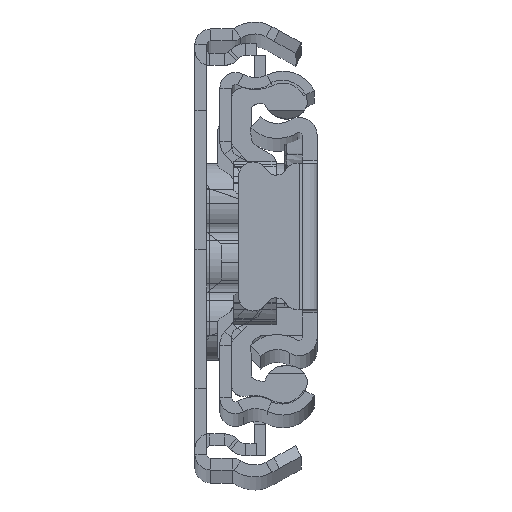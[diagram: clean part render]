
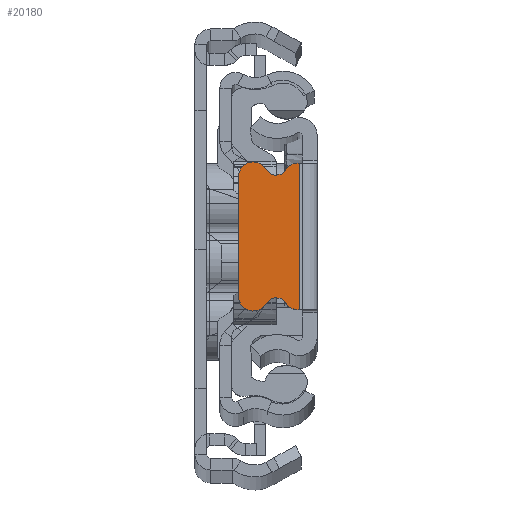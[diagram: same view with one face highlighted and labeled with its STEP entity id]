
A CAD part, top view. The second image highlights one B-rep face of the part: STEP entity #20180.
In plain terms, the highlighted planar face has unit normal (0, 0, 1).
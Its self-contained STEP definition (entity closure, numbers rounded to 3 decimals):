
#120 = CARTESIAN_POINT ( 'NONE',  ( -6.429, -6., 0. ) ) ;
#560 = VERTEX_POINT ( 'NONE', #5469 ) ;
#717 = CIRCLE ( 'NONE', #18929, 1.5 ) ;
#965 = DIRECTION ( 'NONE',  ( 0., 0., 1. ) ) ;
#1207 = EDGE_CURVE ( 'NONE', #3783, #560, #12798, .T. ) ;
#1430 = DIRECTION ( 'NONE',  ( -1., 0., 0. ) ) ;
#1480 = ORIENTED_EDGE ( 'NONE', *, *, #12036, .T. ) ;
#1555 = PLANE ( 'NONE',  #6939 ) ;
#2788 = VERTEX_POINT ( 'NONE', #7927 ) ;
#3660 = VERTEX_POINT ( 'NONE', #18476 ) ;
#3724 = ORIENTED_EDGE ( 'NONE', *, *, #26243, .T. ) ;
#3783 = VERTEX_POINT ( 'NONE', #5192 ) ;
#4137 = CARTESIAN_POINT ( 'NONE',  ( -1.75, -7.37, 0. ) ) ;
#4853 = EDGE_CURVE ( 'NONE', #3660, #23540, #12460, .T. ) ;
#5192 = CARTESIAN_POINT ( 'NONE',  ( -7.929, -6., 0. ) ) ;
#5469 = CARTESIAN_POINT ( 'NONE',  ( -5.109, -6.713, 0. ) ) ;
#5637 = DIRECTION ( 'NONE',  ( 0., 0., 1. ) ) ;
#5847 = EDGE_LOOP ( 'NONE', ( #20893, #25041, #17834, #23260, #21904, #1480, #13253, #25885, #3724, #20146 ) ) ;
#6203 = AXIS2_PLACEMENT_3D ( 'NONE', #11510, #9379, #1430 ) ;
#6733 = EDGE_CURVE ( 'NONE', #12931, #3660, #19747, .T. ) ;
#6752 = EDGE_CURVE ( 'NONE', #14854, #12931, #21029, .T. ) ;
#6939 = AXIS2_PLACEMENT_3D ( 'NONE', #21443, #13610, #21715 ) ;
#6944 = DIRECTION ( 'NONE',  ( -1., 0., 0. ) ) ;
#6994 = EDGE_CURVE ( 'NONE', #14814, #23170, #17011, .T. ) ;
#7036 = AXIS2_PLACEMENT_3D ( 'NONE', #22231, #7883, #15980 ) ;
#7883 = DIRECTION ( 'NONE',  ( 0., 0., -1. ) ) ;
#7927 = CARTESIAN_POINT ( 'NONE',  ( -1.929, -7.37, 0. ) ) ;
#8066 = CARTESIAN_POINT ( 'NONE',  ( -1.929, 7.37, 0. ) ) ;
#8107 = CARTESIAN_POINT ( 'NONE',  ( -1.75, 7.37, 0. ) ) ;
#8145 = AXIS2_PLACEMENT_3D ( 'NONE', #120, #22818, #22552 ) ;
#9175 = CARTESIAN_POINT ( 'NONE',  ( -3.206, 6.658, 0. ) ) ;
#9198 = LINE ( 'NONE', #17284, #20833 ) ;
#9359 = CARTESIAN_POINT ( 'NONE',  ( -3.206, -6.658, 0. ) ) ;
#9379 = DIRECTION ( 'NONE',  ( 0., 0., -1. ) ) ;
#9959 = VECTOR ( 'NONE', #24407, 1000. ) ;
#11383 = DIRECTION ( 'NONE',  ( 0., 0., 1. ) ) ;
#11510 = CARTESIAN_POINT ( 'NONE',  ( -4.142, -7.236, 0. ) ) ;
#12036 = EDGE_CURVE ( 'NONE', #23540, #3783, #14811, .T. ) ;
#12187 = VECTOR ( 'NONE', #22930, 1000. ) ;
#12460 = CIRCLE ( 'NONE', #21800, 1.5 ) ;
#12798 = CIRCLE ( 'NONE', #8145, 1.5 ) ;
#12931 = VERTEX_POINT ( 'NONE', #9175 ) ;
#13038 = DIRECTION ( 'NONE',  ( -1., 0., 0. ) ) ;
#13158 = CARTESIAN_POINT ( 'NONE',  ( -6.429, 6., 0. ) ) ;
#13253 = ORIENTED_EDGE ( 'NONE', *, *, #1207, .T. ) ;
#13610 = DIRECTION ( 'NONE',  ( 0., 0., 1. ) ) ;
#13857 = CARTESIAN_POINT ( 'NONE',  ( -1.929, 5.87, 0. ) ) ;
#14238 = AXIS2_PLACEMENT_3D ( 'NONE', #13857, #5637, #22097 ) ;
#14708 = VECTOR ( 'NONE', #25133, 1000. ) ;
#14811 = LINE ( 'NONE', #15069, #12187 ) ;
#14814 = VERTEX_POINT ( 'NONE', #8107 ) ;
#14854 = VERTEX_POINT ( 'NONE', #16852 ) ;
#15069 = CARTESIAN_POINT ( 'NONE',  ( -7.929, -6., 0. ) ) ;
#15328 = FACE_OUTER_BOUND ( 'NONE', #5847, .T. ) ;
#15474 = CARTESIAN_POINT ( 'NONE',  ( -1.929, -5.87, 0. ) ) ;
#15770 = VERTEX_POINT ( 'NONE', #9359 ) ;
#15980 = DIRECTION ( 'NONE',  ( 1., 0., 0. ) ) ;
#16159 = EDGE_CURVE ( 'NONE', #23170, #2788, #9198, .T. ) ;
#16852 = CARTESIAN_POINT ( 'NONE',  ( -1.929, 7.37, 0. ) ) ;
#17011 = LINE ( 'NONE', #21664, #14708 ) ;
#17284 = CARTESIAN_POINT ( 'NONE',  ( -1.929, -7.37, 0. ) ) ;
#17654 = CIRCLE ( 'NONE', #6203, 1.1 ) ;
#17834 = ORIENTED_EDGE ( 'NONE', *, *, #6752, .T. ) ;
#18476 = CARTESIAN_POINT ( 'NONE',  ( -5.109, 6.713, 0. ) ) ;
#18929 = AXIS2_PLACEMENT_3D ( 'NONE', #15474, #11383, #21074 ) ;
#19747 = CIRCLE ( 'NONE', #7036, 1.1 ) ;
#20146 = ORIENTED_EDGE ( 'NONE', *, *, #16159, .F. ) ;
#20180 = ADVANCED_FACE ( 'NONE', ( #15328 ), #1555, .T. ) ;
#20833 = VECTOR ( 'NONE', #6944, 1000. ) ;
#20893 = ORIENTED_EDGE ( 'NONE', *, *, #6994, .F. ) ;
#21029 = CIRCLE ( 'NONE', #14238, 1.5 ) ;
#21074 = DIRECTION ( 'NONE',  ( 1., 0., 0. ) ) ;
#21443 = CARTESIAN_POINT ( 'NONE',  ( 744.071, 0., 0. ) ) ;
#21664 = CARTESIAN_POINT ( 'NONE',  ( -1.75, 0., 0. ) ) ;
#21715 = DIRECTION ( 'NONE',  ( 1., 0., 0. ) ) ;
#21800 = AXIS2_PLACEMENT_3D ( 'NONE', #13158, #965, #13038 ) ;
#21904 = ORIENTED_EDGE ( 'NONE', *, *, #4853, .T. ) ;
#22097 = DIRECTION ( 'NONE',  ( -1., 0., 0. ) ) ;
#22231 = CARTESIAN_POINT ( 'NONE',  ( -4.142, 7.236, 0. ) ) ;
#22552 = DIRECTION ( 'NONE',  ( 1., 0., 0. ) ) ;
#22818 = DIRECTION ( 'NONE',  ( 0., 0., 1. ) ) ;
#22930 = DIRECTION ( 'NONE',  ( 0., -1., 0. ) ) ;
#23170 = VERTEX_POINT ( 'NONE', #4137 ) ;
#23260 = ORIENTED_EDGE ( 'NONE', *, *, #6733, .T. ) ;
#23540 = VERTEX_POINT ( 'NONE', #26012 ) ;
#24407 = DIRECTION ( 'NONE',  ( 1., 0., 0. ) ) ;
#24509 = EDGE_CURVE ( 'NONE', #14854, #14814, #26274, .T. ) ;
#25041 = ORIENTED_EDGE ( 'NONE', *, *, #24509, .F. ) ;
#25133 = DIRECTION ( 'NONE',  ( 0., -1., 0. ) ) ;
#25885 = ORIENTED_EDGE ( 'NONE', *, *, #26250, .T. ) ;
#26012 = CARTESIAN_POINT ( 'NONE',  ( -7.929, 6., 0. ) ) ;
#26243 = EDGE_CURVE ( 'NONE', #15770, #2788, #717, .T. ) ;
#26250 = EDGE_CURVE ( 'NONE', #560, #15770, #17654, .T. ) ;
#26274 = LINE ( 'NONE', #8066, #9959 ) ;
